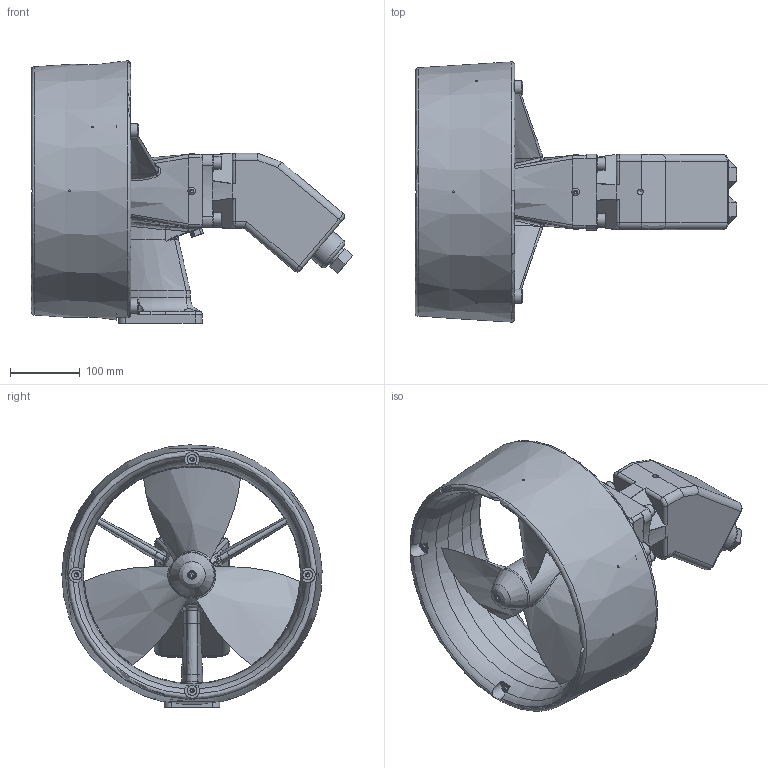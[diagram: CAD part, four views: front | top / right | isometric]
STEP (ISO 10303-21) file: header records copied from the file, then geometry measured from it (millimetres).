
FILE_DESCRIPTION(/* description */ ('ASSEMBLY P'),/* implementation_level */ '2;1');
FILE_NAME(/* name */ 'HTE_300BA-23MK2_SW.stp',/* time_stamp */ '2016-02-04T10:40:37+00:00',/* author */ ('lyndono'),/* organization */ (''),/* preprocessor_version */ 'ST-DEVELOPER v15.6',/* originating_system */ 'Autodesk Inventor 2015',/* authorisation */ '');
FILE_SCHEMA (('AUTOMOTIVE_DESIGN { 1 0 10303 214 3 1 1 }'));
Length unit declared in the file: millimetre
Products named in the file (1): HTE_300BA-23MK2_SW
Bounding box: 462.05 x 373.85 x 376.95 mm (x, y, z)
Volume: 8573133 mm3; surface area: 717008.3 mm2
Topology: 2 solids, 2 shells, 664 faces, 1654 edges, 1042 vertices
Faces by surface type: plane 273, cylinder 183, bspline 88, cone 64, torus 56
Full cylindrical faces by diameter (mm): 3 x6, 4.917 x4, 6 x4, 7 x4, 7.9 x4, 8.376 x5, 8.5 x9, 9.7 x1, 10 x5, 10.5 x4, 11 x4, 11.445 x1, 13 x8, 14 x4, 16 x1, 18 x4, 18.631 x2, 20 x2, 21 x4, 22 x1, 30 x2, 47 x1, 65 x1, 312 x1
Entity records: 24222 total; most frequent: CARTESIAN_POINT 9482, ORIENTED_EDGE 2814, DIRECTION 2681, EDGE_CURVE 1407, AXIS2_PLACEMENT_3D 1096, VERTEX_POINT 959, EDGE_LOOP 890, STYLED_ITEM 666
